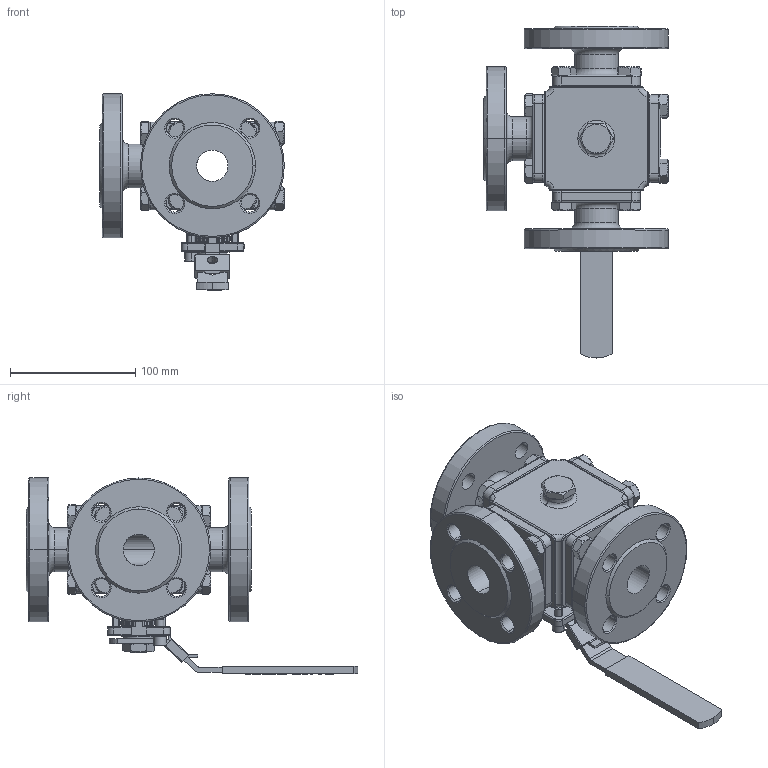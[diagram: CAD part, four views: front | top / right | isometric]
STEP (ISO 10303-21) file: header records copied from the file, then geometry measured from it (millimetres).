
FILE_DESCRIPTION (( 'STEP AP214' ), '1' );
FILE_NAME ('KL112-3-Wege-Kugelhahn-DN25-PN40-Handhebel-Fergo.STEP', '2022-10-11T14:23:44', ( '' ), ( '' ), 'SwSTEP 2.0', 'SolidWorks 2022', '' );
FILE_SCHEMA (( 'AUTOMOTIVE_DESIGN' ));
Length unit declared in the file: millimetre
Products named in the file (1): KL112-3-Wege-Kugelhahn-DN25-PN40-Handhebel-Fergo
Bounding box: 147.5 x 265 x 157 mm (x, y, z)
Volume: 1189271.5 mm3; surface area: 236139 mm2
Topology: 19 solids, 19 shells, 1786 faces, 4646 edges, 2950 vertices
Faces by surface type: plane 909, cylinder 383, bspline 233, cone 169, torus 92
Entity records: 76280 total; most frequent: CARTESIAN_POINT 33515, ORIENTED_EDGE 9292, DIRECTION 7714, EDGE_CURVE 4646, VERTEX_POINT 2950, VECTOR 2596, LINE 2596, AXIS2_PLACEMENT_3D 2559
